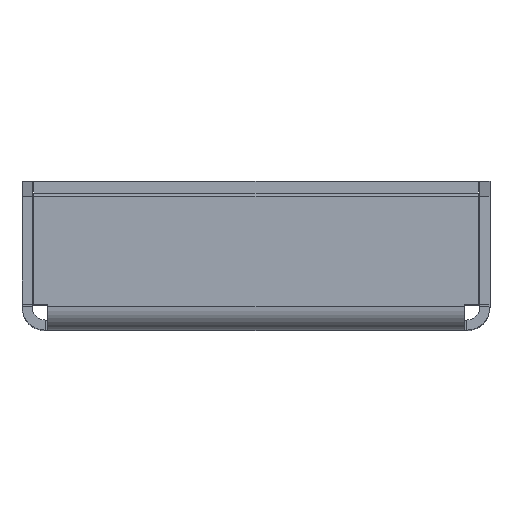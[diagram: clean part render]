
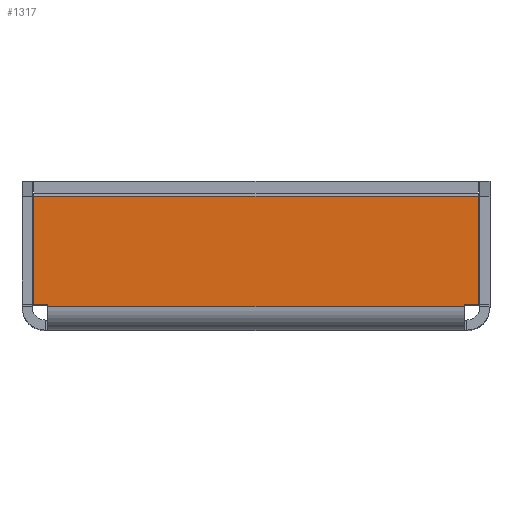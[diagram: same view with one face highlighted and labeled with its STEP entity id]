
A CAD part, top view. The second image highlights one B-rep face of the part: STEP entity #1317.
In plain terms, the highlighted planar face has unit normal (0, 0, 1).
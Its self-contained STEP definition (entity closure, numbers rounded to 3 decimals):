
#57 = VERTEX_POINT ( 'NONE', #3109 ) ;
#130 = DIRECTION ( 'NONE',  ( 1., 0., 0. ) ) ;
#148 = EDGE_CURVE ( 'NONE', #2668, #1517, #1118, .T. ) ;
#185 = CARTESIAN_POINT ( 'NONE',  ( 136.5, 40., 160. ) ) ;
#207 = DIRECTION ( 'NONE',  ( 1., 0., 0. ) ) ;
#209 = ORIENTED_EDGE ( 'NONE', *, *, #2662, .T. ) ;
#221 = DIRECTION ( 'NONE',  ( 1., 0., 0. ) ) ;
#240 = CARTESIAN_POINT ( 'NONE',  ( 0., 7.75, 160. ) ) ;
#284 = ORIENTED_EDGE ( 'NONE', *, *, #1051, .T. ) ;
#323 = VECTOR ( 'NONE', #221, 1000. ) ;
#327 = EDGE_CURVE ( 'NONE', #2731, #57, #876, .T. ) ;
#344 = CARTESIAN_POINT ( 'NONE',  ( 136.5, 7.75, 160. ) ) ;
#370 = ORIENTED_EDGE ( 'NONE', *, *, #327, .T. ) ;
#399 = FACE_OUTER_BOUND ( 'NONE', #2053, .T. ) ;
#422 = ORIENTED_EDGE ( 'NONE', *, *, #1481, .F. ) ;
#423 = CARTESIAN_POINT ( 'NONE',  ( 3.5, 40., 160. ) ) ;
#424 = VECTOR ( 'NONE', #2271, 1000. ) ;
#464 = CARTESIAN_POINT ( 'NONE',  ( 132.25, 40., 160. ) ) ;
#876 = LINE ( 'NONE', #1404, #1261 ) ;
#907 = DIRECTION ( 'NONE',  ( -1., 0., 0. ) ) ;
#917 = EDGE_CURVE ( 'NONE', #2381, #1198, #1694, .T. ) ;
#1022 = CARTESIAN_POINT ( 'NONE',  ( 136.5, 40., 160. ) ) ;
#1051 = EDGE_CURVE ( 'NONE', #1198, #1517, #1221, .T. ) ;
#1118 = LINE ( 'NONE', #185, #1676 ) ;
#1127 = LINE ( 'NONE', #2357, #2979 ) ;
#1129 = DIRECTION ( 'NONE',  ( 0., 1., 0. ) ) ;
#1141 = PLANE ( 'NONE',  #3137 ) ;
#1154 = EDGE_CURVE ( 'NONE', #2923, #2668, #1822, .T. ) ;
#1160 = DIRECTION ( 'NONE',  ( 0., -1., 0. ) ) ;
#1176 = DIRECTION ( 'NONE',  ( 0., 0., -1. ) ) ;
#1182 = DIRECTION ( 'NONE',  ( 0., -1., 0. ) ) ;
#1198 = VERTEX_POINT ( 'NONE', #1546 ) ;
#1221 = LINE ( 'NONE', #240, #3058 ) ;
#1261 = VECTOR ( 'NONE', #1160, 1000. ) ;
#1269 = DIRECTION ( 'NONE',  ( 0., 1., 0. ) ) ;
#1317 = ADVANCED_FACE ( 'NONE', ( #399 ), #1141, .F. ) ;
#1404 = CARTESIAN_POINT ( 'NONE',  ( 7.75, 40., 160. ) ) ;
#1475 = ORIENTED_EDGE ( 'NONE', *, *, #1478, .T. ) ;
#1478 = EDGE_CURVE ( 'NONE', #1699, #2731, #1706, .T. ) ;
#1481 = EDGE_CURVE ( 'NONE', #1699, #2923, #2693, .T. ) ;
#1517 = VERTEX_POINT ( 'NONE', #344 ) ;
#1546 = CARTESIAN_POINT ( 'NONE',  ( 132.25, 7.75, 160. ) ) ;
#1625 = ORIENTED_EDGE ( 'NONE', *, *, #148, .F. ) ;
#1675 = CARTESIAN_POINT ( 'NONE',  ( 0., 40., 160. ) ) ;
#1676 = VECTOR ( 'NONE', #1182, 1000. ) ;
#1694 = LINE ( 'NONE', #464, #2842 ) ;
#1699 = VERTEX_POINT ( 'NONE', #1820 ) ;
#1706 = LINE ( 'NONE', #2463, #323 ) ;
#1820 = CARTESIAN_POINT ( 'NONE',  ( 3.5, 7.75, 160. ) ) ;
#1822 = LINE ( 'NONE', #2045, #424 ) ;
#1958 = CARTESIAN_POINT ( 'NONE',  ( 3.5, 40., 160. ) ) ;
#2045 = CARTESIAN_POINT ( 'NONE',  ( 0., 40., 160. ) ) ;
#2053 = EDGE_LOOP ( 'NONE', ( #422, #1475, #370, #209, #2609, #284, #1625, #2222 ) ) ;
#2140 = VECTOR ( 'NONE', #1269, 1000. ) ;
#2222 = ORIENTED_EDGE ( 'NONE', *, *, #1154, .F. ) ;
#2271 = DIRECTION ( 'NONE',  ( 1., 0., 0. ) ) ;
#2357 = CARTESIAN_POINT ( 'NONE',  ( 0., 7., 160. ) ) ;
#2381 = VERTEX_POINT ( 'NONE', #2883 ) ;
#2444 = CARTESIAN_POINT ( 'NONE',  ( 7.75, 7.75, 160. ) ) ;
#2463 = CARTESIAN_POINT ( 'NONE',  ( 0., 7.75, 160. ) ) ;
#2609 = ORIENTED_EDGE ( 'NONE', *, *, #917, .T. ) ;
#2662 = EDGE_CURVE ( 'NONE', #57, #2381, #1127, .T. ) ;
#2668 = VERTEX_POINT ( 'NONE', #1022 ) ;
#2693 = LINE ( 'NONE', #1958, #2140 ) ;
#2731 = VERTEX_POINT ( 'NONE', #2444 ) ;
#2842 = VECTOR ( 'NONE', #1129, 1000. ) ;
#2883 = CARTESIAN_POINT ( 'NONE',  ( 132.25, 7., 160. ) ) ;
#2923 = VERTEX_POINT ( 'NONE', #423 ) ;
#2979 = VECTOR ( 'NONE', #130, 1000. ) ;
#3058 = VECTOR ( 'NONE', #207, 1000. ) ;
#3109 = CARTESIAN_POINT ( 'NONE',  ( 7.75, 7., 160. ) ) ;
#3137 = AXIS2_PLACEMENT_3D ( 'NONE', #1675, #1176, #907 ) ;
